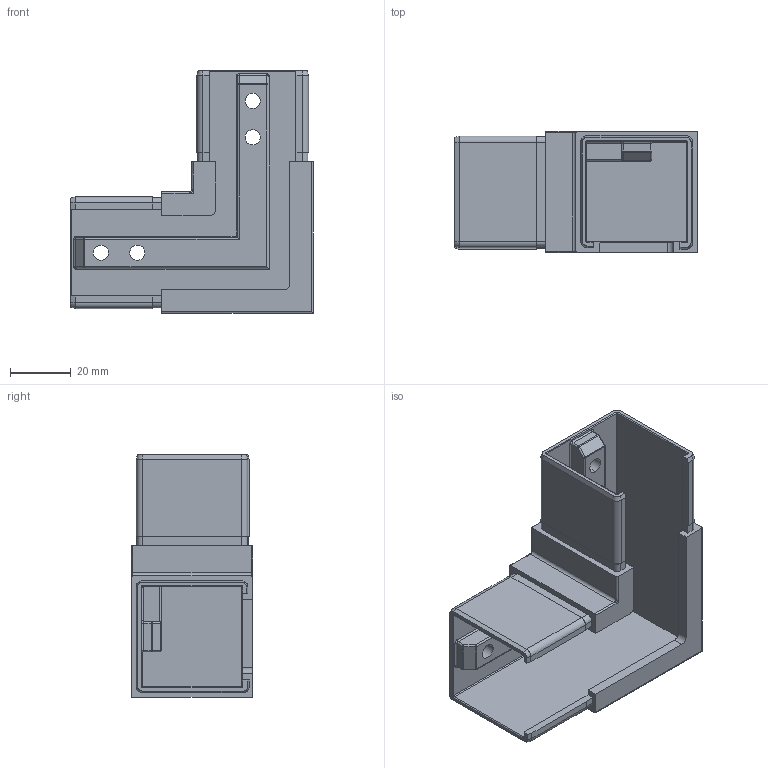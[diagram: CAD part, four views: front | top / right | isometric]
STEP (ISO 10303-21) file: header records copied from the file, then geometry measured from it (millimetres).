
FILE_DESCRIPTION (( 'STEP AP203' ), '1' );
FILE_NAME ('A_6313-040.STEP', '2022-11-09T13:00:57', ( '' ), ( '' ), 'SwSTEP 2.0', 'SolidWorks 2019', '' );
FILE_SCHEMA (( 'CONFIG_CONTROL_DESIGN' ));
Length unit declared in the file: millimetre
Products named in the file (1): A_6313-040
Bounding box: 80 x 40 x 80 mm (x, y, z)
Volume: 44497 mm3; surface area: 30857.2 mm2
Topology: 1 solids, 1 shells, 180 faces, 449 edges, 266 vertices
Faces by surface type: cylinder 75, plane 67, cone 16, torus 12, sphere 8, bspline 2
Entity records: 5404 total; most frequent: CARTESIAN_POINT 1014, DIRECTION 941, ORIENTED_EDGE 886, EDGE_CURVE 443, AXIS2_PLACEMENT_3D 333, LINE 275, VECTOR 275, VERTEX_POINT 266
